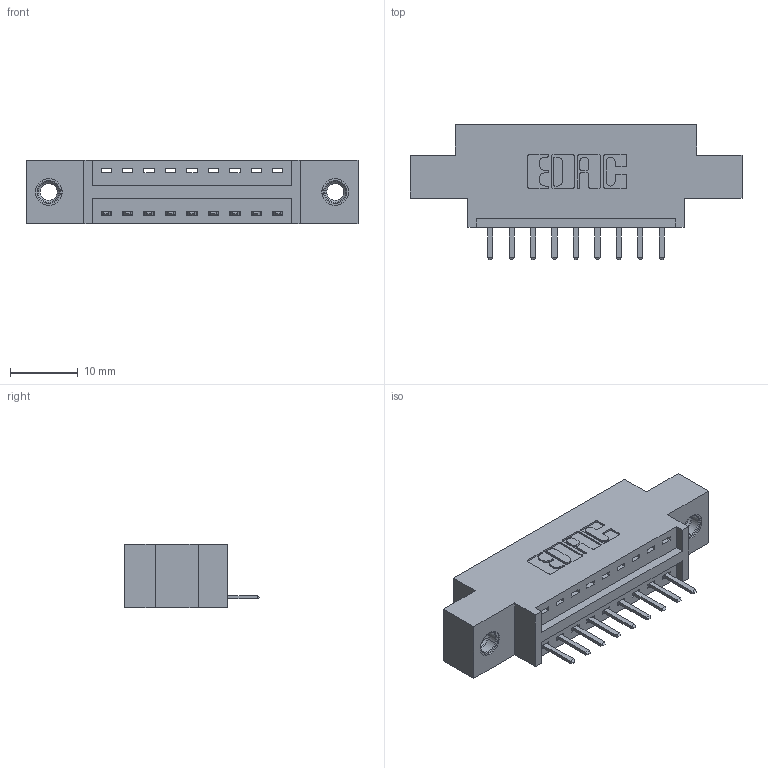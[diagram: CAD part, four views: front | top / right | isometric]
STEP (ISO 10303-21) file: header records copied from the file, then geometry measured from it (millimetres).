
FILE_DESCRIPTION (( 'STEP AP203' ), '1' );
FILE_NAME ('346-009-520-607.STEP', '2018-08-17T05:23:25', ( '' ), ( '' ), 'SwSTEP 2.0', 'SolidWorks 2016', '' );
FILE_SCHEMA (( 'CONFIG_CONTROL_DESIGN' ));
Length unit declared in the file: inch
Products named in the file (4): 346 Part_0.170 Offset - 0.156 Dia-TI; 345-292-001_345-293-120; 345-250-001_345-250-005-103; 346-009-520-607
Assembly tree (12 placements, depth 2):
  346-009-520-607
    346 Part_0.170 Offset - 0.156 Dia-TI
    345-292-001_345-293-120  x9
    345-250-001_345-250-005-103  x2
Bounding box: 49.15 x 20.02 x 9.4 mm (x, y, z)
Volume: 4283.3 mm3; surface area: 5106 mm2
Topology: 12 solids, 12 shells, 744 faces, 2133 edges, 1390 vertices
Faces by surface type: plane 490, cylinder 238, cone 12, torus 4
Entity records: 11460 total; most frequent: CARTESIAN_POINT 1970, ORIENTED_EDGE 1894, DIRECTION 1791, EDGE_CURVE 947, VECTOR 755, LINE 755, VERTEX_POINT 624, AXIS2_PLACEMENT_3D 518
